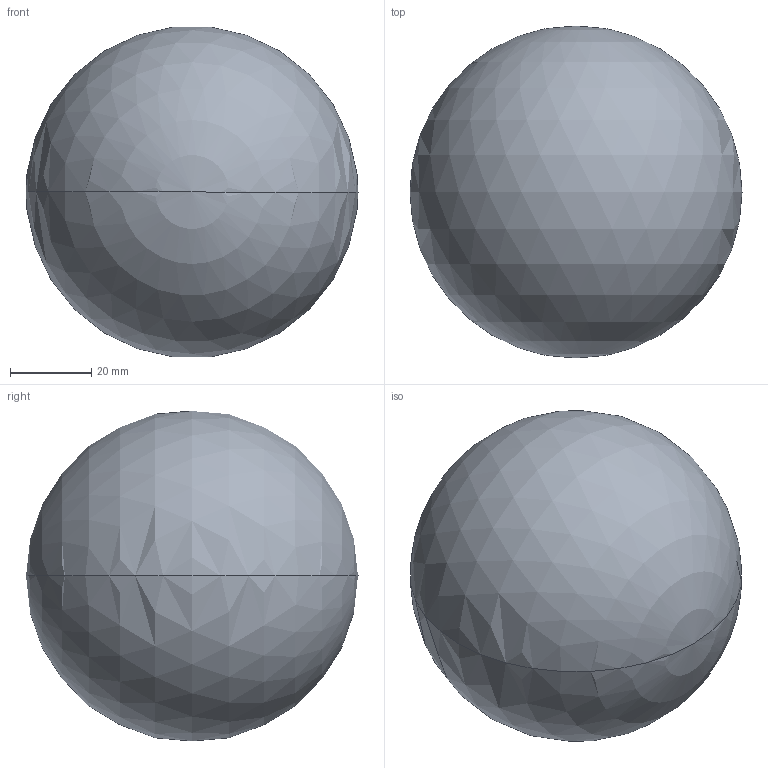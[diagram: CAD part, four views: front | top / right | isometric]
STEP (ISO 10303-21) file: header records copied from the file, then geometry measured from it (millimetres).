
FILE_DESCRIPTION(('STEP AP214'),'1');
FILE_NAME('sphere.stp','2020-06-03T09:34:09',(' '),(' '),'Spatial InterOp 3D',' ',' ');
FILE_SCHEMA(('AUTOMOTIVE_DESIGN { 1 0 10303 214 1 1 1 1 }'));
Length unit declared in the file: metre
Products named in the file (1): Solid1
Bounding box: 81.52 x 81.52 x 81.01 mm (x, y, z)
Volume: 86327.4 mm3; surface area: 37267.2 mm2
Topology: 1 solids, 2 shells, 4 faces, 12 edges, 4 vertices
Faces by surface type: sphere 4
Entity records: 107 total; most frequent: DIRECTION 18, CARTESIAN_POINT 13, AXIS2_PLACEMENT_3D 9, ORIENTED_EDGE 8, ADVANCED_FACE 4, FACE_OUTER_BOUND 4, SPHERICAL_SURFACE 4, EDGE_LOOP 4
